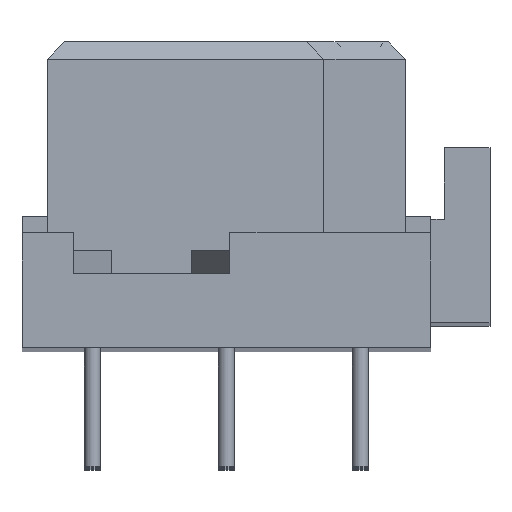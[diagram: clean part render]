
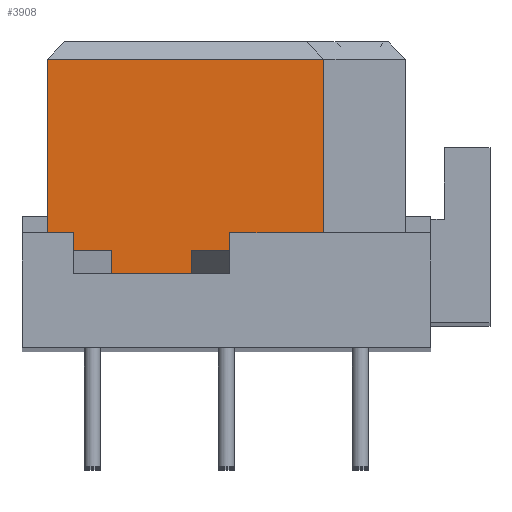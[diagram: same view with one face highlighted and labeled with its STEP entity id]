
A CAD part, top view. The second image highlights one B-rep face of the part: STEP entity #3908.
In plain terms, the highlighted planar face has unit normal (0, 0, 1).
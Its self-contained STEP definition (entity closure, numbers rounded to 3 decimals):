
#2053=LINE('',#16652,#3291);
#2056=LINE('',#16658,#3294);
#2062=LINE('',#16670,#3300);
#2094=LINE('',#16734,#3332);
#2097=LINE('',#16740,#3335);
#2098=LINE('',#16742,#3336);
#2099=LINE('',#16744,#3337);
#2100=LINE('',#16746,#3338);
#3291=VECTOR('',#13845,1.);
#3294=VECTOR('',#13850,1.);
#3300=VECTOR('',#13858,1.);
#3332=VECTOR('',#13918,1.);
#3335=VECTOR('',#13923,1.);
#3336=VECTOR('',#13926,1.);
#3337=VECTOR('',#13929,1.);
#3338=VECTOR('',#13930,1.);
#3908=ADVANCED_FACE('',(#4912),#4412,.T.);
#4412=PLANE('',#11434);
#4912=FACE_OUTER_BOUND('',#5579,.T.);
#5579=EDGE_LOOP('',(#8045,#8046,#8047,#8048,#8049,#8050,#8051,#8052));
#8045=ORIENTED_EDGE('',*,*,#10543,.T.);
#8046=ORIENTED_EDGE('',*,*,#10498,.T.);
#8047=ORIENTED_EDGE('',*,*,#10501,.T.);
#8048=ORIENTED_EDGE('',*,*,#10507,.T.);
#8049=ORIENTED_EDGE('',*,*,#10544,.T.);
#8050=ORIENTED_EDGE('',*,*,#10545,.F.);
#8051=ORIENTED_EDGE('',*,*,#10539,.F.);
#8052=ORIENTED_EDGE('',*,*,#10542,.T.);
#9195=VERTEX_POINT('',#16653);
#9196=VERTEX_POINT('',#16654);
#9197=VERTEX_POINT('',#16659);
#9201=VERTEX_POINT('',#16669);
#9219=VERTEX_POINT('',#16733);
#9220=VERTEX_POINT('',#16735);
#9221=VERTEX_POINT('',#16739);
#9222=VERTEX_POINT('',#16745);
#10498=EDGE_CURVE('',#9195,#9196,#2053,.T.);
#10501=EDGE_CURVE('',#9196,#9197,#2056,.T.);
#10507=EDGE_CURVE('',#9197,#9201,#2062,.T.);
#10539=EDGE_CURVE('',#9219,#9220,#2094,.T.);
#10542=EDGE_CURVE('',#9219,#9221,#2097,.T.);
#10543=EDGE_CURVE('',#9221,#9195,#2098,.T.);
#10544=EDGE_CURVE('',#9201,#9222,#2099,.T.);
#10545=EDGE_CURVE('',#9220,#9222,#2100,.T.);
#11434=AXIS2_PLACEMENT_3D('',#16747,#13931,#13932);
#13845=DIRECTION('',(1.,0.,0.));
#13850=DIRECTION('',(0.,1.,0.));
#13858=DIRECTION('',(1.,0.,0.));
#13918=DIRECTION('',(0.,1.,0.));
#13923=DIRECTION('',(1.,0.,0.));
#13926=DIRECTION('',(0.,-1.,0.));
#13929=DIRECTION('',(0.,1.,0.));
#13930=DIRECTION('',(1.,0.,0.));
#13931=DIRECTION('',(0.,0.,1.));
#13932=DIRECTION('',(0.,-1.,0.));
#16652=CARTESIAN_POINT('',(-4.372,2.8,89.95));
#16653=CARTESIAN_POINT('',(-4.372,2.8,89.95));
#16654=CARTESIAN_POINT('',(-1.308,2.8,89.95));
#16658=CARTESIAN_POINT('',(-1.308,2.8,89.95));
#16659=CARTESIAN_POINT('',(-1.308,3.7,89.95));
#16669=CARTESIAN_POINT('',(3.7,3.7,89.95));
#16670=CARTESIAN_POINT('',(-1.308,3.7,89.95));
#16733=CARTESIAN_POINT('',(-6.8,3.7,89.95));
#16734=CARTESIAN_POINT('',(-6.8,3.7,89.95));
#16735=CARTESIAN_POINT('',(-6.8,10.95,89.95));
#16739=CARTESIAN_POINT('',(-4.372,3.7,89.95));
#16740=CARTESIAN_POINT('',(-6.8,3.7,89.95));
#16742=CARTESIAN_POINT('',(-4.372,3.7,89.95));
#16744=CARTESIAN_POINT('',(3.7,3.7,89.95));
#16745=CARTESIAN_POINT('',(3.7,10.95,89.95));
#16746=CARTESIAN_POINT('',(-6.8,10.95,89.95));
#16747=CARTESIAN_POINT('',(-7.85,11.05,89.95));
